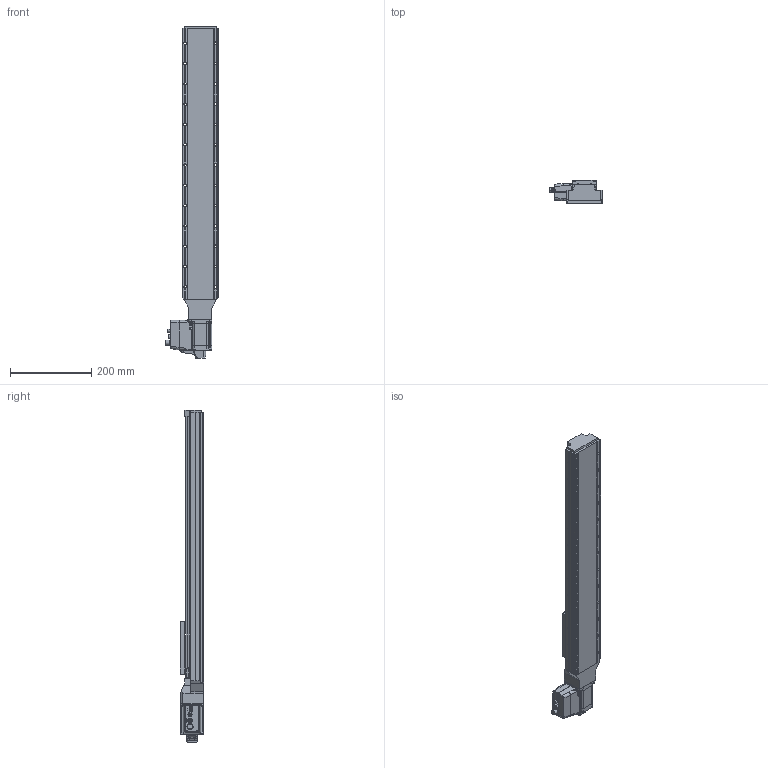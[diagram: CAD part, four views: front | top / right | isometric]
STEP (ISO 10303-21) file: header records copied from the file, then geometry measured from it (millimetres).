
FILE_DESCRIPTION (( 'STEP AP203' ), '1' );
FILE_NAME ('X-LRT0500xL-E08C.step', '2023-05-25T20:47:34', ( '' ), ( '' ), 'SwSTEP 2.0', 'SolidWorks 2019', '' );
FILE_SCHEMA (( 'CONFIG_CONTROL_DESIGN' ));
Length unit declared in the file: millimetre
Products named in the file (4): X-LRT0500xL-E08C; LRT_base^LRT_LRT0500; LRT_carriage^LRT_LRT; LRT_motor^LRT_X-LRT-E08
Assembly tree (3 placements, depth 2):
  X-LRT0500xL-E08C
    LRT_base^LRT_LRT0500
    LRT_motor^LRT_X-LRT-E08
    LRT_carriage^LRT_LRT
Bounding box: 131 x 58 x 817.8 mm (x, y, z)
Volume: 2937599 mm3; surface area: 409683.6 mm2
Topology: 33 solids, 33 shells, 941 faces, 2436 edges, 1608 vertices
Faces by surface type: plane 542, cylinder 353, bspline 20, cone 14, torus 8, sphere 4
Entity records: 30397 total; most frequent: CARTESIAN_POINT 6650, DIRECTION 4884, ORIENTED_EDGE 4840, EDGE_CURVE 2420, AXIS2_PLACEMENT_3D 1687, VERTEX_POINT 1600, LINE 1510, VECTOR 1510
